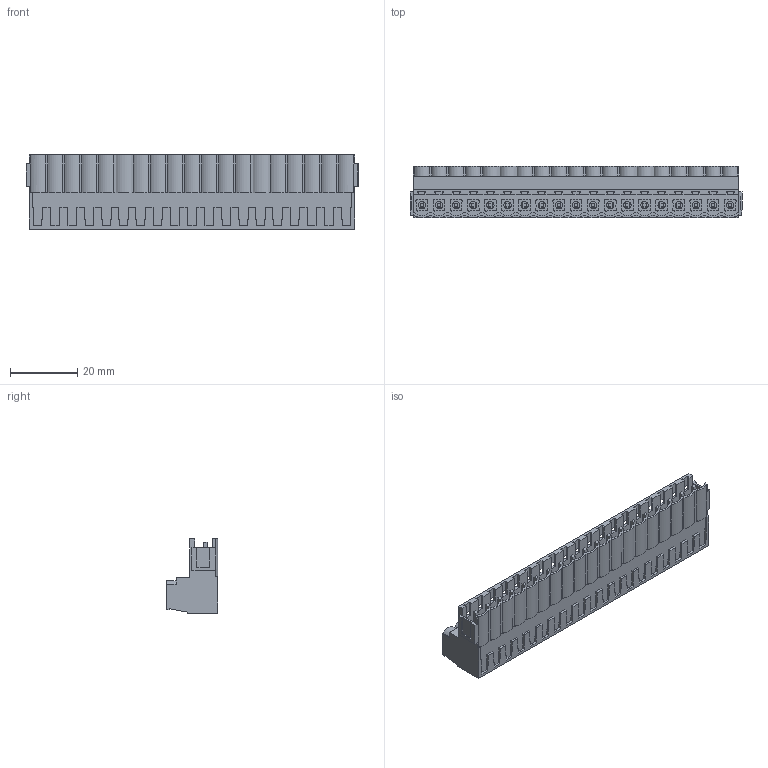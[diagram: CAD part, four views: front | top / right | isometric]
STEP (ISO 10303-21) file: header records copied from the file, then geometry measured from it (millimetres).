
FILE_DESCRIPTION(('CATIA V5 STEP Exchange','CAx-IF Rec.Pracs.--- Model Styling and Organization---1.4--- 2014-01-23'),'2;1');
FILE_NAME ('D1454245_1_1645170000_1645170000.stp','2022-08-02T13:30:40+00:00',('none'),('Weidmueller'),'CATIA Version 5-6 Release 2016 SP3 HF44','CATIA V5 STEP AP214','none');
FILE_SCHEMA(('AUTOMOTIVE_DESIGN { 1 0 10303 214 1 1 1 1 }'));
Length unit declared in the file: millimetre
Products named in the file (1): 1645170000
Bounding box: 98.48 x 15.3 x 22.05 mm (x, y, z)
Volume: 16522.9 mm3; surface area: 14054.3 mm2
Topology: 39 solids, 39 shells, 1322 faces, 3440 edges, 2272 vertices
Faces by surface type: plane 999, cylinder 247, extrusion 76
Entity records: 39137 total; most frequent: CARTESIAN_POINT 9356, ORIENTED_EDGE 6880, DIRECTION 4627, EDGE_CURVE 3440, VECTOR 2792, LINE 2716, VERTEX_POINT 2272, EDGE_LOOP 1436
